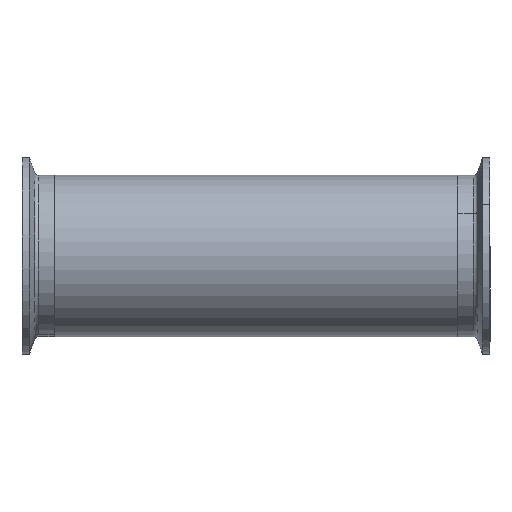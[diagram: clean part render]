
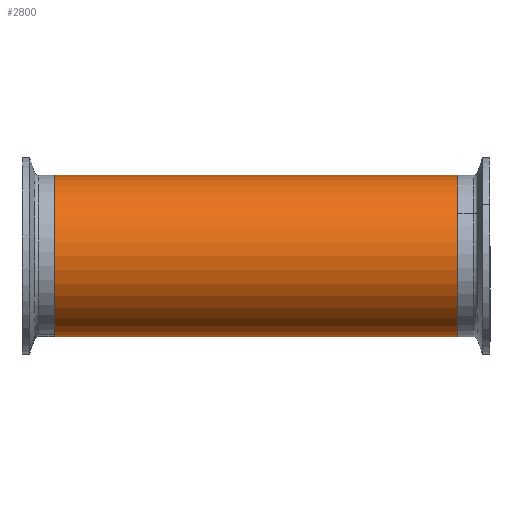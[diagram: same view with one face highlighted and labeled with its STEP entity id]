
A CAD part, front view. The second image highlights one B-rep face of the part: STEP entity #2800.
In plain terms, the highlighted cylindrical face has radius 31.75 mm (diameter 63.5 mm), a partial arc.
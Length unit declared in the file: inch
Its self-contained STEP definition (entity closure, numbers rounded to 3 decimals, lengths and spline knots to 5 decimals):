
#171 = FACE_OUTER_BOUND ( 'NONE', #1542, .T. ) ;
#184 = CARTESIAN_POINT ( 'NONE',  ( -3.12598, 0., 1.25 ) ) ;
#230 = EDGE_CURVE ( 'NONE', #2681, #1738, #1072, .T. ) ;
#281 = AXIS2_PLACEMENT_3D ( 'NONE', #430, #2607, #1493 ) ;
#323 = VERTEX_POINT ( 'NONE', #638 ) ;
#336 = CARTESIAN_POINT ( 'NONE',  ( 3.12598, 0., -1.25 ) ) ;
#387 = CARTESIAN_POINT ( 'NONE',  ( 3.12598, 0., 1.25 ) ) ;
#399 = ORIENTED_EDGE ( 'NONE', *, *, #230, .T. ) ;
#430 = CARTESIAN_POINT ( 'NONE',  ( -3.12598, 0., 0. ) ) ;
#586 = DIRECTION ( 'NONE',  ( 0., 0., -1. ) ) ;
#629 = VECTOR ( 'NONE', #1550, 39.37008 ) ;
#638 = CARTESIAN_POINT ( 'NONE',  ( 3.12598, 0., -1.25 ) ) ;
#670 = ORIENTED_EDGE ( 'NONE', *, *, #1778, .F. ) ;
#688 = CARTESIAN_POINT ( 'NONE',  ( 3.12598, 0., 0. ) ) ;
#904 = LINE ( 'NONE', #2386, #629 ) ;
#967 = VECTOR ( 'NONE', #2281, 39.37008 ) ;
#1025 = CIRCLE ( 'NONE', #1855, 1.25 ) ;
#1072 = CIRCLE ( 'NONE', #281, 1.25 ) ;
#1134 = EDGE_CURVE ( 'NONE', #2545, #2681, #904, .T. ) ;
#1233 = CARTESIAN_POINT ( 'NONE',  ( -3.12598, 0., -1.25 ) ) ;
#1309 = DIRECTION ( 'NONE',  ( -1., 0., 0. ) ) ;
#1327 = AXIS2_PLACEMENT_3D ( 'NONE', #688, #1309, #2192 ) ;
#1427 = CYLINDRICAL_SURFACE ( 'NONE', #1327, 1.25 ) ;
#1442 = CARTESIAN_POINT ( 'NONE',  ( 3.12598, 0., 0. ) ) ;
#1493 = DIRECTION ( 'NONE',  ( 0., 0., -1. ) ) ;
#1542 = EDGE_LOOP ( 'NONE', ( #2575, #670, #2103, #399 ) ) ;
#1550 = DIRECTION ( 'NONE',  ( -1., 0., 0. ) ) ;
#1738 = VERTEX_POINT ( 'NONE', #1233 ) ;
#1778 = EDGE_CURVE ( 'NONE', #2545, #323, #1025, .T. ) ;
#1855 = AXIS2_PLACEMENT_3D ( 'NONE', #1442, #1873, #586 ) ;
#1862 = LINE ( 'NONE', #336, #967 ) ;
#1873 = DIRECTION ( 'NONE',  ( 1., 0., 0. ) ) ;
#1908 = EDGE_CURVE ( 'NONE', #323, #1738, #1862, .T. ) ;
#2103 = ORIENTED_EDGE ( 'NONE', *, *, #1134, .T. ) ;
#2192 = DIRECTION ( 'NONE',  ( 0., 0., 1. ) ) ;
#2281 = DIRECTION ( 'NONE',  ( -1., 0., 0. ) ) ;
#2386 = CARTESIAN_POINT ( 'NONE',  ( 3.12598, 0., 1.25 ) ) ;
#2545 = VERTEX_POINT ( 'NONE', #387 ) ;
#2575 = ORIENTED_EDGE ( 'NONE', *, *, #1908, .F. ) ;
#2607 = DIRECTION ( 'NONE',  ( 1., 0., 0. ) ) ;
#2681 = VERTEX_POINT ( 'NONE', #184 ) ;
#2800 = ADVANCED_FACE ( 'NONE', ( #171 ), #1427, .T. ) ;
